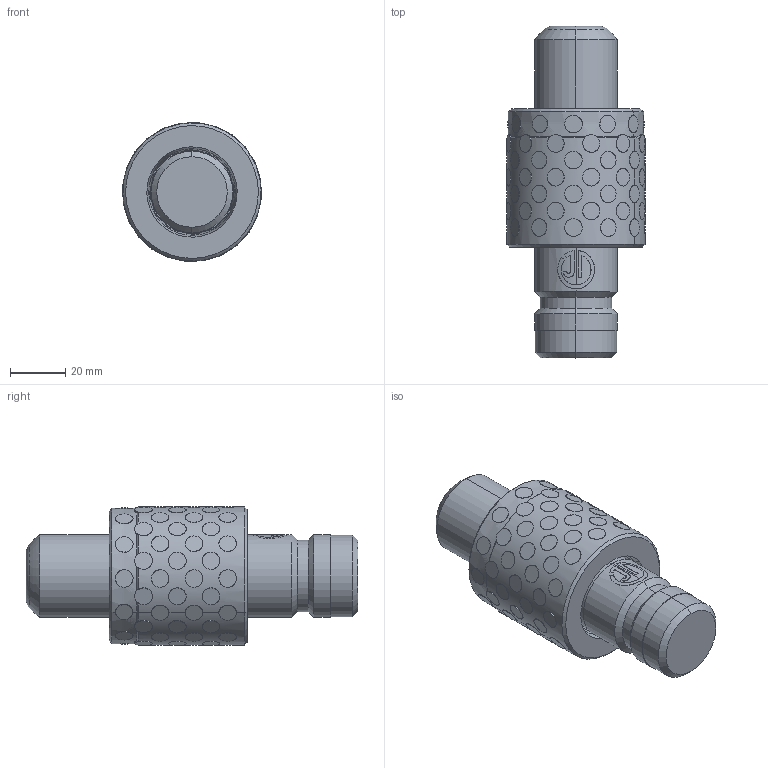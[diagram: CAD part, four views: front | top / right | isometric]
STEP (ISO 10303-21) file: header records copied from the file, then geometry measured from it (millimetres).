
FILE_DESCRIPTION (( 'STEP AP214' ), '1' );
FILE_NAME ('QPMW QPMF-D30-L120.STEP', '2022-07-05T07:28:39', ( '' ), ( '' ), 'SwSTEP 2.0', 'SolidWorks 2016', '' );
FILE_SCHEMA (( 'AUTOMOTIVE_DESIGN' ));
Length unit declared in the file: millimetre
Products named in the file (91): ʯī; BBW-D30-L50; JPM-D30-L120; BBW BBF-D30-L50; QPMW QPMF-D30-L120
Assembly tree (87 placements, depth 3):
  ʯī
  ʯī
  ʯī
  ʯī
  ʯī
Bounding box: 50.2 x 120 x 50.2 mm (x, y, z)
Volume: 143334.6 mm3; surface area: 60539.4 mm2
Topology: 86 solids, 86 shells, 584 faces, 1342 edges, 885 vertices
Faces by surface type: cylinder 358, plane 181, cone 29, torus 8, bspline 8
Entity records: 22531 total; most frequent: CARTESIAN_POINT 13864, ORIENTED_EDGE 1684, DIRECTION 1138, EDGE_CURVE 842, VERTEX_POINT 553, B_SPLINE_CURVE_WITH_KNOTS 494, AXIS2_PLACEMENT_3D 454, EDGE_LOOP 379
